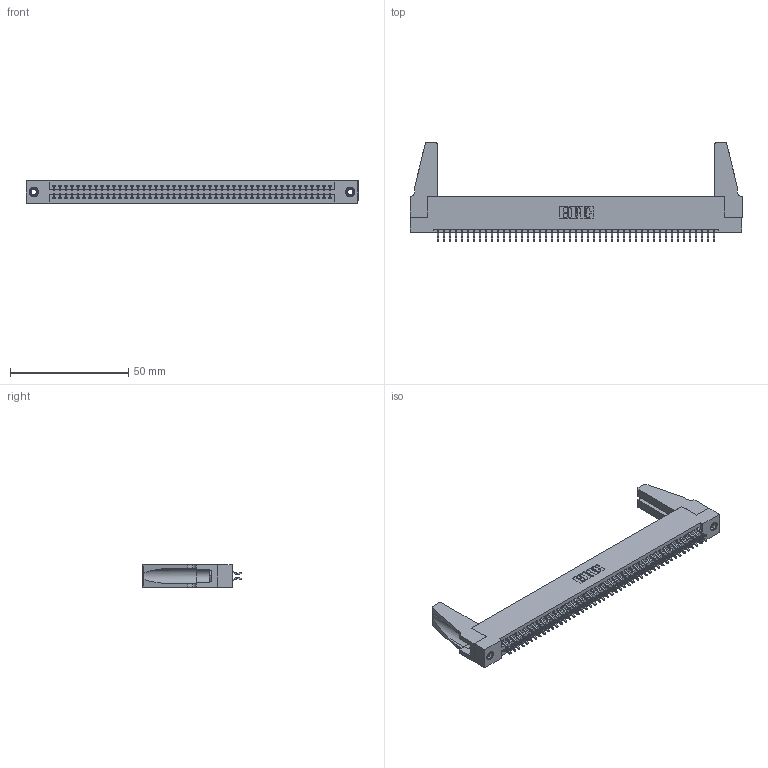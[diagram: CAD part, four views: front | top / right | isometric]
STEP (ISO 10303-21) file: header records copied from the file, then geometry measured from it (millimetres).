
FILE_DESCRIPTION (( 'STEP AP203' ), '1' );
FILE_NAME ('395-094-556-288.STEP', '2019-10-25T22:53:04', ( '' ), ( '' ), 'SwSTEP 2.0', 'SolidWorks 2016', '' );
FILE_SCHEMA (( 'CONFIG_CONTROL_DESIGN' ));
Length unit declared in the file: inch
Products named in the file (5): 345-220-078_345-220-088; 395-094-556-288; 345 Part_Flush Mounting Lugs - 0.156 Dia-TH; 345-292-001_556 Tail; 345-250-001_345-250-001-102
Assembly tree (99 placements, depth 2):
  395-094-556-288
    345 Part_Flush Mounting Lugs - 0.156 Dia-TH
    345-292-001_556 Tail  x94
    345-250-001_345-250-001-102  x2
    345-220-078_345-220-088  x2
Bounding box: 140.61 x 42.1 x 9.4 mm (x, y, z)
Volume: 16954.6 mm3; surface area: 23390.7 mm2
Topology: 99 solids, 99 shells, 5514 faces, 16353 edges, 10766 vertices
Faces by surface type: plane 3630, cylinder 1868, cone 12, torus 4
Entity records: 38572 total; most frequent: CARTESIAN_POINT 6470, ORIENTED_EDGE 6352, DIRECTION 5692, EDGE_CURVE 3176, VECTOR 2806, LINE 2806, VERTEX_POINT 2110, AXIS2_PLACEMENT_3D 1443
